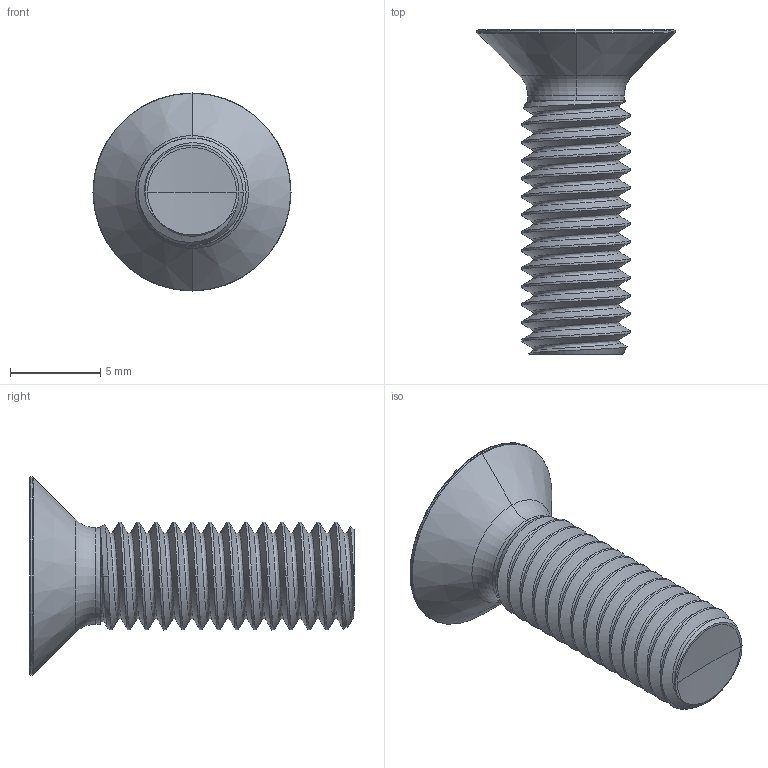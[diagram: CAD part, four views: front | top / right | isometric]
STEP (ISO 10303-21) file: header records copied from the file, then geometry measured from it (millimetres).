
FILE_DESCRIPTION (( 'STEP AP203' ), '1' );
FILE_NAME ('STM330600180.STEP', '2019-03-16T02:46:41', ( '' ), ( '' ), 'SwSTEP 2.0', 'SolidWorks 2015', '' );
FILE_SCHEMA (( 'CONFIG_CONTROL_DESIGN' ));
Length unit declared in the file: millimetre
Products named in the file (1): STM330600180
Bounding box: 11 x 18 x 11 mm (x, y, z)
Volume: 488.4 mm3; surface area: 678.4 mm2
Topology: 1 solids, 1 shells, 185 faces, 430 edges, 246 vertices
Faces by surface type: cylinder 71, bspline 46, sphere 26, plane 24, cone 10, torus 8
Entity records: 28441 total; most frequent: CARTESIAN_POINT 24656, ORIENTED_EDGE 856, DIRECTION 688, EDGE_CURVE 428, AXIS2_PLACEMENT_3D 285, VERTEX_POINT 246, EDGE_LOOP 186, FACE_OUTER_BOUND 185
